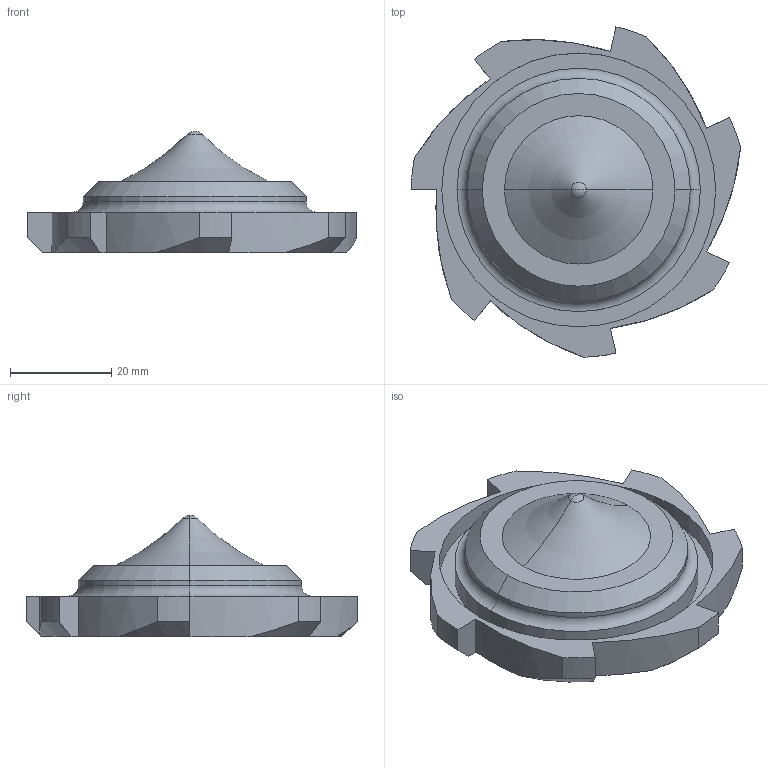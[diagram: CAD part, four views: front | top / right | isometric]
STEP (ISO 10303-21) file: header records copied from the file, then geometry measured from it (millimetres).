
FILE_DESCRIPTION (( 'STEP AP214' ), '1' );
FILE_NAME ('Step file.STEP', '2023-11-30T08:33:57', ( '' ), ( '' ), 'SwSTEP 2.0', 'SolidWorks 2022', '' );
FILE_SCHEMA (( 'AUTOMOTIVE_DESIGN' ));
Length unit declared in the file: millimetre
Products named in the file (1): Step file
Bounding box: 64.93 x 65.16 x 23.94 mm (x, y, z)
Volume: 29239.5 mm3; surface area: 10679 mm2
Topology: 1 solids, 1 shells, 79 faces, 197 edges, 129 vertices
Faces by surface type: plane 27, cylinder 25, cone 14, bspline 7, torus 4, sphere 2
Entity records: 2473 total; most frequent: CARTESIAN_POINT 557, ORIENTED_EDGE 394, DIRECTION 391, EDGE_CURVE 197, AXIS2_PLACEMENT_3D 151, VERTEX_POINT 129, VECTOR 89, LINE 89
